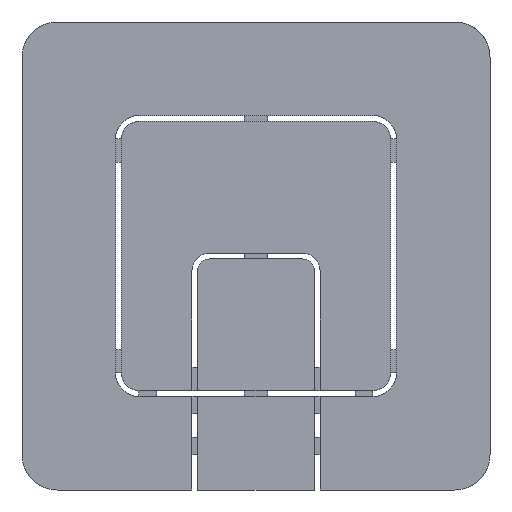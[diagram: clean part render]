
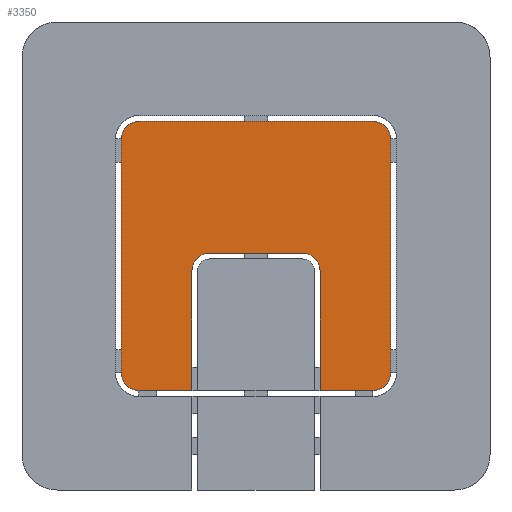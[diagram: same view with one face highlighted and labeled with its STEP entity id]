
A CAD part, left-side view. The second image highlights one B-rep face of the part: STEP entity #3350.
In plain terms, the highlighted planar face has unit normal (-1, 0, 0).
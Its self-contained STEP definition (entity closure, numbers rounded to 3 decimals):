
#32 = EDGE_CURVE ( 'NONE', #2412, #1706, #3417, .T. ) ;
#60 = CARTESIAN_POINT ( 'NONE',  ( 0., -5.475, -1.25 ) ) ;
#74 = EDGE_LOOP ( 'NONE', ( #188, #1154, #3144, #709, #187, #1560, #346, #1879, #846, #1510, #1450, #812, #646, #1307 ) ) ;
#86 = CARTESIAN_POINT ( 'NONE',  ( 0., 5.475, -11.5 ) ) ;
#94 = CIRCLE ( 'NONE', #3236, 1.5 ) ;
#156 = EDGE_CURVE ( 'NONE', #2143, #3102, #3237, .T. ) ;
#173 = CARTESIAN_POINT ( 'NONE',  ( 0., 0., -0.038 ) ) ;
#182 = CARTESIAN_POINT ( 'NONE',  ( 0., 3.975, 0.25 ) ) ;
#184 = AXIS2_PLACEMENT_3D ( 'NONE', #2828, #1226, #671 ) ;
#187 = ORIENTED_EDGE ( 'NONE', *, *, #980, .F. ) ;
#188 = ORIENTED_EDGE ( 'NONE', *, *, #2169, .F. ) ;
#189 = VERTEX_POINT ( 'NONE', #465 ) ;
#206 = CARTESIAN_POINT ( 'NONE',  ( 0., -10., 10. ) ) ;
#251 = LINE ( 'NONE', #2746, #1380 ) ;
#301 = VECTOR ( 'NONE', #742, 1000. ) ;
#321 = CARTESIAN_POINT ( 'NONE',  ( 0., 11.5, 10. ) ) ;
#346 = ORIENTED_EDGE ( 'NONE', *, *, #2919, .F. ) ;
#410 = CARTESIAN_POINT ( 'NONE',  ( 0., -11.5, -10. ) ) ;
#426 = CIRCLE ( 'NONE', #2103, 1.5 ) ;
#449 = CARTESIAN_POINT ( 'NONE',  ( 0., 5.475, -11.5 ) ) ;
#465 = CARTESIAN_POINT ( 'NONE',  ( 0., -10., 11.5 ) ) ;
#469 = DIRECTION ( 'NONE',  ( 0., 0., -1. ) ) ;
#490 = DIRECTION ( 'NONE',  ( 0., 0., -1. ) ) ;
#503 = AXIS2_PLACEMENT_3D ( 'NONE', #2094, #1813, #2312 ) ;
#506 = VECTOR ( 'NONE', #1733, 1000. ) ;
#613 = DIRECTION ( 'NONE',  ( 0., 0., 1. ) ) ;
#646 = ORIENTED_EDGE ( 'NONE', *, *, #927, .F. ) ;
#671 = DIRECTION ( 'NONE',  ( 0., 0., -1. ) ) ;
#688 = CARTESIAN_POINT ( 'NONE',  ( 0., -5.475, -11.5 ) ) ;
#709 = ORIENTED_EDGE ( 'NONE', *, *, #3294, .T. ) ;
#730 = DIRECTION ( 'NONE',  ( 0., 0., 1. ) ) ;
#731 = EDGE_CURVE ( 'NONE', #1046, #1114, #2387, .T. ) ;
#742 = DIRECTION ( 'NONE',  ( 0., 1., 0. ) ) ;
#781 = CARTESIAN_POINT ( 'NONE',  ( 0., -11.5, 10. ) ) ;
#812 = ORIENTED_EDGE ( 'NONE', *, *, #2657, .F. ) ;
#830 = VERTEX_POINT ( 'NONE', #2389 ) ;
#846 = ORIENTED_EDGE ( 'NONE', *, *, #2745, .F. ) ;
#874 = CARTESIAN_POINT ( 'NONE',  ( 0., 11.5, -10. ) ) ;
#887 = CARTESIAN_POINT ( 'NONE',  ( 0., 3.975, -1.25 ) ) ;
#927 = EDGE_CURVE ( 'NONE', #1114, #2193, #1646, .T. ) ;
#935 = DIRECTION ( 'NONE',  ( 0., 0., -1. ) ) ;
#946 = DIRECTION ( 'NONE',  ( -1., 0., 0. ) ) ;
#960 = CARTESIAN_POINT ( 'NONE',  ( 0., 10., -11.5 ) ) ;
#961 = CARTESIAN_POINT ( 'NONE',  ( 0., -3.975, 0.25 ) ) ;
#980 = EDGE_CURVE ( 'NONE', #2143, #2713, #1471, .T. ) ;
#1046 = VERTEX_POINT ( 'NONE', #874 ) ;
#1114 = VERTEX_POINT ( 'NONE', #1965 ) ;
#1154 = ORIENTED_EDGE ( 'NONE', *, *, #2954, .F. ) ;
#1222 = VERTEX_POINT ( 'NONE', #86 ) ;
#1226 = DIRECTION ( 'NONE',  ( 1., 0., 0. ) ) ;
#1230 = DIRECTION ( 'NONE',  ( 1., 0., 0. ) ) ;
#1281 = DIRECTION ( 'NONE',  ( 0., 0., -1. ) ) ;
#1296 = CIRCLE ( 'NONE', #184, 1.5 ) ;
#1301 = CARTESIAN_POINT ( 'NONE',  ( 0., 10., 10. ) ) ;
#1307 = ORIENTED_EDGE ( 'NONE', *, *, #731, .F. ) ;
#1365 = FACE_OUTER_BOUND ( 'NONE', #74, .T. ) ;
#1380 = VECTOR ( 'NONE', #3063, 1000. ) ;
#1450 = ORIENTED_EDGE ( 'NONE', *, *, #3411, .F. ) ;
#1455 = VERTEX_POINT ( 'NONE', #2041 ) ;
#1470 = VERTEX_POINT ( 'NONE', #960 ) ;
#1471 = LINE ( 'NONE', #2322, #301 ) ;
#1510 = ORIENTED_EDGE ( 'NONE', *, *, #32, .F. ) ;
#1511 = AXIS2_PLACEMENT_3D ( 'NONE', #173, #946, #2314 ) ;
#1560 = ORIENTED_EDGE ( 'NONE', *, *, #156, .T. ) ;
#1582 = VECTOR ( 'NONE', #730, 1000. ) ;
#1646 = CIRCLE ( 'NONE', #2930, 1.5 ) ;
#1706 = VERTEX_POINT ( 'NONE', #1822 ) ;
#1733 = DIRECTION ( 'NONE',  ( 0., 0., -1. ) ) ;
#1765 = CARTESIAN_POINT ( 'NONE',  ( 0., 10., 11.5 ) ) ;
#1813 = DIRECTION ( 'NONE',  ( 1., 0., 0. ) ) ;
#1822 = CARTESIAN_POINT ( 'NONE',  ( 0., -11.5, -10. ) ) ;
#1859 = DIRECTION ( 'NONE',  ( 0., 1., 0. ) ) ;
#1873 = LINE ( 'NONE', #688, #3290 ) ;
#1879 = ORIENTED_EDGE ( 'NONE', *, *, #2788, .F. ) ;
#1965 = CARTESIAN_POINT ( 'NONE',  ( 0., 11.5, 10. ) ) ;
#2012 = DIRECTION ( 'NONE',  ( 0., 0., -1. ) ) ;
#2041 = CARTESIAN_POINT ( 'NONE',  ( 0., -5.475, -11.5 ) ) ;
#2070 = DIRECTION ( 'NONE',  ( 1., 0., 0. ) ) ;
#2094 = CARTESIAN_POINT ( 'NONE',  ( 0., -3.975, -1.25 ) ) ;
#2103 = AXIS2_PLACEMENT_3D ( 'NONE', #206, #2070, #469 ) ;
#2122 = AXIS2_PLACEMENT_3D ( 'NONE', #3371, #1230, #2012 ) ;
#2143 = VERTEX_POINT ( 'NONE', #961 ) ;
#2165 = VECTOR ( 'NONE', #1281, 1000. ) ;
#2169 = EDGE_CURVE ( 'NONE', #1470, #1046, #1296, .T. ) ;
#2193 = VERTEX_POINT ( 'NONE', #1765 ) ;
#2269 = CIRCLE ( 'NONE', #2122, 1.5 ) ;
#2296 = EDGE_CURVE ( 'NONE', #830, #1222, #2864, .T. ) ;
#2305 = VERTEX_POINT ( 'NONE', #2581 ) ;
#2312 = DIRECTION ( 'NONE',  ( 0., 0., -1. ) ) ;
#2314 = DIRECTION ( 'NONE',  ( 0., 0., 1. ) ) ;
#2322 = CARTESIAN_POINT ( 'NONE',  ( 0., 3.975, 0.25 ) ) ;
#2365 = DIRECTION ( 'NONE',  ( 1., 0., 0. ) ) ;
#2387 = LINE ( 'NONE', #321, #2791 ) ;
#2389 = CARTESIAN_POINT ( 'NONE',  ( 0., 5.475, -1.25 ) ) ;
#2412 = VERTEX_POINT ( 'NONE', #781 ) ;
#2568 = LINE ( 'NONE', #2685, #2727 ) ;
#2581 = CARTESIAN_POINT ( 'NONE',  ( 0., -10., -11.5 ) ) ;
#2583 = DIRECTION ( 'NONE',  ( 0., 1., 0. ) ) ;
#2657 = EDGE_CURVE ( 'NONE', #2193, #189, #251, .T. ) ;
#2685 = CARTESIAN_POINT ( 'NONE',  ( 0., -5.475, -11.5 ) ) ;
#2713 = VERTEX_POINT ( 'NONE', #182 ) ;
#2727 = VECTOR ( 'NONE', #1859, 1000. ) ;
#2745 = EDGE_CURVE ( 'NONE', #1706, #2305, #2269, .T. ) ;
#2746 = CARTESIAN_POINT ( 'NONE',  ( 0., -10., 11.5 ) ) ;
#2769 = DIRECTION ( 'NONE',  ( 1., 0., 0. ) ) ;
#2788 = EDGE_CURVE ( 'NONE', #2305, #1455, #1873, .T. ) ;
#2791 = VECTOR ( 'NONE', #613, 1000. ) ;
#2828 = CARTESIAN_POINT ( 'NONE',  ( 0., 10., -10. ) ) ;
#2862 = PLANE ( 'NONE',  #1511 ) ;
#2864 = LINE ( 'NONE', #449, #2165 ) ;
#2887 = CARTESIAN_POINT ( 'NONE',  ( 0., -5.475, -1.25 ) ) ;
#2919 = EDGE_CURVE ( 'NONE', #1455, #3102, #3124, .T. ) ;
#2930 = AXIS2_PLACEMENT_3D ( 'NONE', #1301, #2365, #490 ) ;
#2954 = EDGE_CURVE ( 'NONE', #1222, #1470, #2568, .T. ) ;
#3063 = DIRECTION ( 'NONE',  ( 0., -1., 0. ) ) ;
#3102 = VERTEX_POINT ( 'NONE', #60 ) ;
#3124 = LINE ( 'NONE', #2887, #1582 ) ;
#3144 = ORIENTED_EDGE ( 'NONE', *, *, #2296, .F. ) ;
#3236 = AXIS2_PLACEMENT_3D ( 'NONE', #887, #2769, #935 ) ;
#3237 = CIRCLE ( 'NONE', #503, 1.5 ) ;
#3290 = VECTOR ( 'NONE', #2583, 1000. ) ;
#3294 = EDGE_CURVE ( 'NONE', #830, #2713, #94, .T. ) ;
#3350 = ADVANCED_FACE ( 'NONE', ( #1365 ), #2862, .T. ) ;
#3371 = CARTESIAN_POINT ( 'NONE',  ( 0., -10., -10. ) ) ;
#3411 = EDGE_CURVE ( 'NONE', #189, #2412, #426, .T. ) ;
#3417 = LINE ( 'NONE', #410, #506 ) ;
